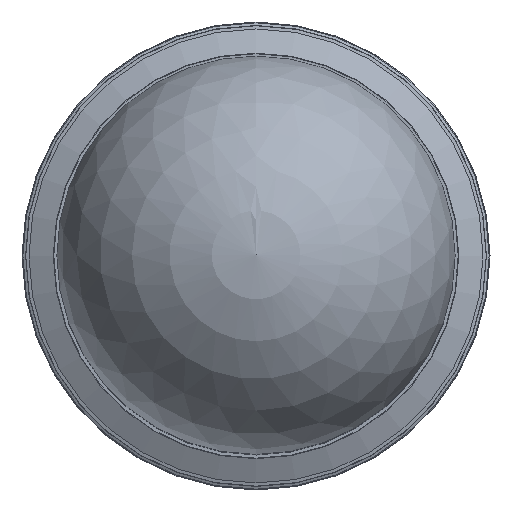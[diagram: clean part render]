
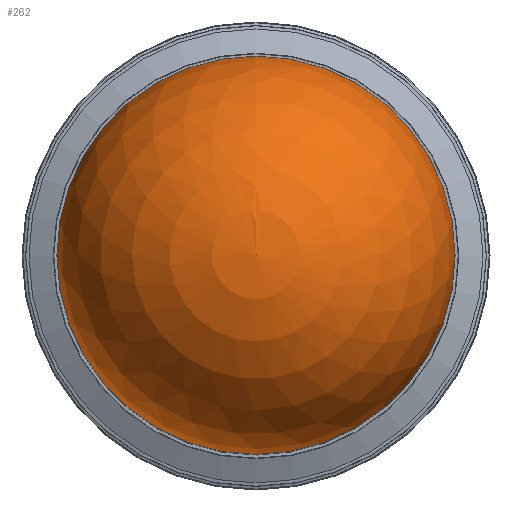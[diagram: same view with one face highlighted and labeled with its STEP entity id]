
A CAD part, top view. The second image highlights one B-rep face of the part: STEP entity #262.
In plain terms, the highlighted spherical face has radius 80 mm.
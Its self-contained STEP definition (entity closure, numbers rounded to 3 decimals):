
#21=SPHERICAL_SURFACE('',#309,80.);
#29=FACE_OUTER_BOUND('',#46,.T.);
#46=EDGE_LOOP('',(#186,#187,#188,#189));
#79=CIRCLE('',#307,80.);
#80=CIRCLE('',#308,80.);
#81=CIRCLE('',#310,80.);
#112=VERTEX_POINT('',#471);
#113=VERTEX_POINT('',#473);
#114=VERTEX_POINT('',#477);
#141=EDGE_CURVE('',#112,#113,#79,.T.);
#142=EDGE_CURVE('',#113,#112,#80,.T.);
#143=EDGE_CURVE('',#113,#114,#81,.T.);
#186=ORIENTED_EDGE('',*,*,#142,.F.);
#187=ORIENTED_EDGE('',*,*,#143,.T.);
#188=ORIENTED_EDGE('',*,*,#143,.F.);
#189=ORIENTED_EDGE('',*,*,#141,.F.);
#262=ADVANCED_FACE('',(#29),#21,.T.);
#307=AXIS2_PLACEMENT_3D('',#474,#369,#370);
#308=AXIS2_PLACEMENT_3D('',#475,#371,#372);
#309=AXIS2_PLACEMENT_3D('',#476,#373,#374);
#310=AXIS2_PLACEMENT_3D('',#478,#375,#376);
#369=DIRECTION('center_axis',(0.,0.,
-1.));
#370=DIRECTION('ref_axis',(1.,0.,0.));
#371=DIRECTION('center_axis',(0.,0.,
-1.));
#372=DIRECTION('ref_axis',(1.,0.,0.));
#373=DIRECTION('center_axis',(0.,0.,
-1.));
#374=DIRECTION('ref_axis',(0.,-1.,0.));
#375=DIRECTION('center_axis',(1.,0.,0.));
#376=DIRECTION('ref_axis',(0.,1.,0.));
#471=CARTESIAN_POINT('',(0.,-80.,180.9));
#473=CARTESIAN_POINT('',(0.,80.,180.9));
#474=CARTESIAN_POINT('Origin',(0.,0.,
180.9));
#475=CARTESIAN_POINT('Origin',(0.,0.,
180.9));
#476=CARTESIAN_POINT('Origin',(0.,0.,
180.9));
#477=CARTESIAN_POINT('',(0.,0.,260.9));
#478=CARTESIAN_POINT('Origin',(0.,0.,
180.9));
